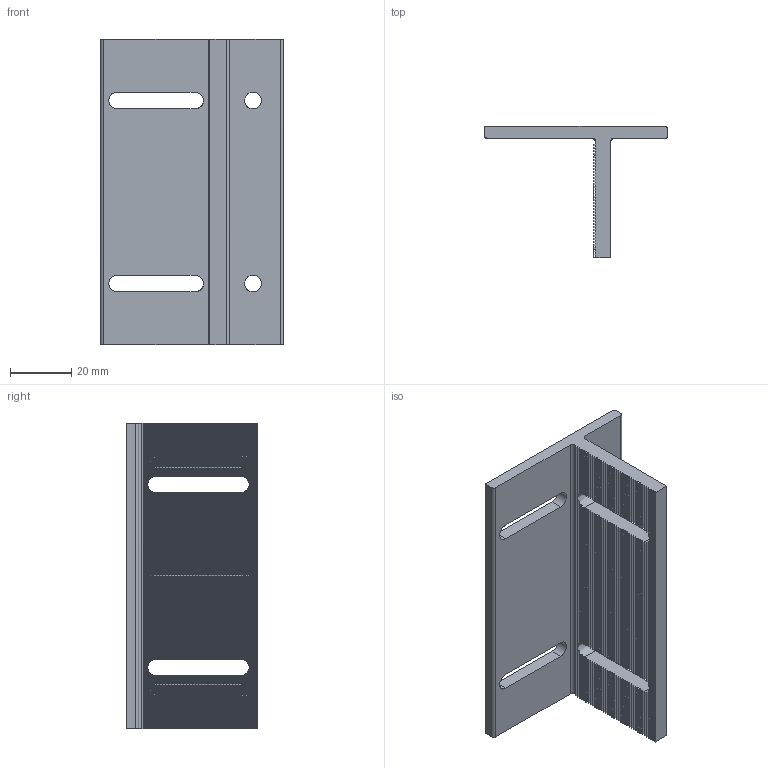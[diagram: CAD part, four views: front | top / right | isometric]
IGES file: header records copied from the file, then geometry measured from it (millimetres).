
Global section: file name: SZ5212N_A; native system: Autodesk Inventor 2015; preprocessor: unknown; author: H. Deerberg; date: 20151118.114846; units: millimetre
Bounding box: 60 x 43 x 100 mm (x, y, z)
Volume: 40838.2 mm3; surface area: 23398.4 mm2
Topology: 1 solids, 1 shells, 448 faces, 1346 edges, 898 vertices
Faces by surface type: bspline 448
